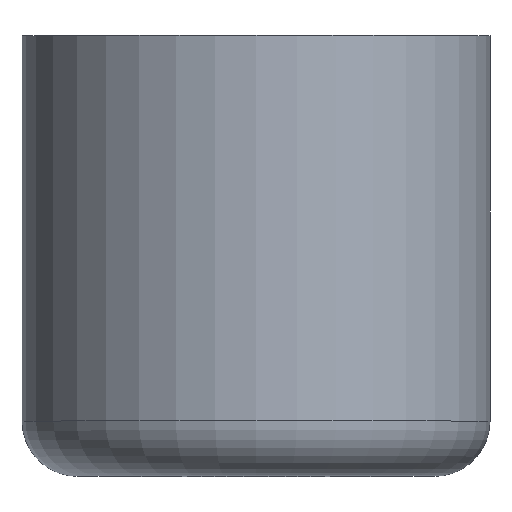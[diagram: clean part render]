
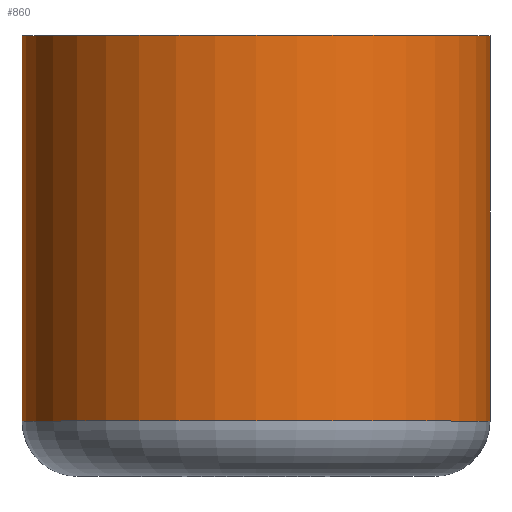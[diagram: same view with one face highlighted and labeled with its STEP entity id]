
A CAD part, top view. The second image highlights one B-rep face of the part: STEP entity #860.
In plain terms, the highlighted cylindrical face has radius 8.5 mm (diameter 17 mm), a full revolution.
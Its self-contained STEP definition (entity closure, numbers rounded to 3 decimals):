
#50=CYLINDRICAL_SURFACE('',#972,8.5);
#70=CIRCLE('',#966,8.5);
#71=CIRCLE('',#967,8.5);
#75=CIRCLE('',#973,8.5);
#171=FACE_OUTER_BOUND('',#223,.T.);
#223=EDGE_LOOP('',(#757,#758,#759,#760,#761));
#291=LINE('',#1662,#355);
#355=VECTOR('',#1144,8.5);
#426=VERTEX_POINT('',#1648);
#427=VERTEX_POINT('',#1650);
#430=VERTEX_POINT('',#1660);
#536=EDGE_CURVE('',#426,#427,#70,.T.);
#537=EDGE_CURVE('',#427,#426,#71,.T.);
#541=EDGE_CURVE('',#430,#430,#75,.T.);
#542=EDGE_CURVE('',#430,#427,#291,.T.);
#757=ORIENTED_EDGE('',*,*,#541,.F.);
#758=ORIENTED_EDGE('',*,*,#542,.T.);
#759=ORIENTED_EDGE('',*,*,#536,.F.);
#760=ORIENTED_EDGE('',*,*,#537,.F.);
#761=ORIENTED_EDGE('',*,*,#542,.F.);
#860=ADVANCED_FACE('',(#171),#50,.T.);
#966=AXIS2_PLACEMENT_3D('',#1651,#1128,#1129);
#967=AXIS2_PLACEMENT_3D('',#1652,#1130,#1131);
#972=AXIS2_PLACEMENT_3D('',#1659,#1140,#1141);
#973=AXIS2_PLACEMENT_3D('',#1661,#1142,#1143);
#1128=DIRECTION('center_axis',(0.,-1.,0.));
#1129=DIRECTION('ref_axis',(1.,0.,0.));
#1130=DIRECTION('center_axis',(0.,-1.,0.));
#1131=DIRECTION('ref_axis',(1.,0.,0.));
#1140=DIRECTION('center_axis',(0.,1.,0.));
#1141=DIRECTION('ref_axis',(1.,0.,0.));
#1142=DIRECTION('center_axis',(0.,1.,0.));
#1143=DIRECTION('ref_axis',(1.,0.,0.));
#1144=DIRECTION('',(0.,-1.,0.));
#1648=CARTESIAN_POINT('',(0.,-6.,8.5));
#1650=CARTESIAN_POINT('',(-8.5,-6.,0.));
#1651=CARTESIAN_POINT('Origin',(0.,-6.,0.));
#1652=CARTESIAN_POINT('Origin',(0.,-6.,0.));
#1659=CARTESIAN_POINT('Origin',(0.,0.,0.));
#1660=CARTESIAN_POINT('',(-8.5,8.,0.));
#1661=CARTESIAN_POINT('Origin',(0.,8.,0.));
#1662=CARTESIAN_POINT('',(-8.5,0.,0.));
